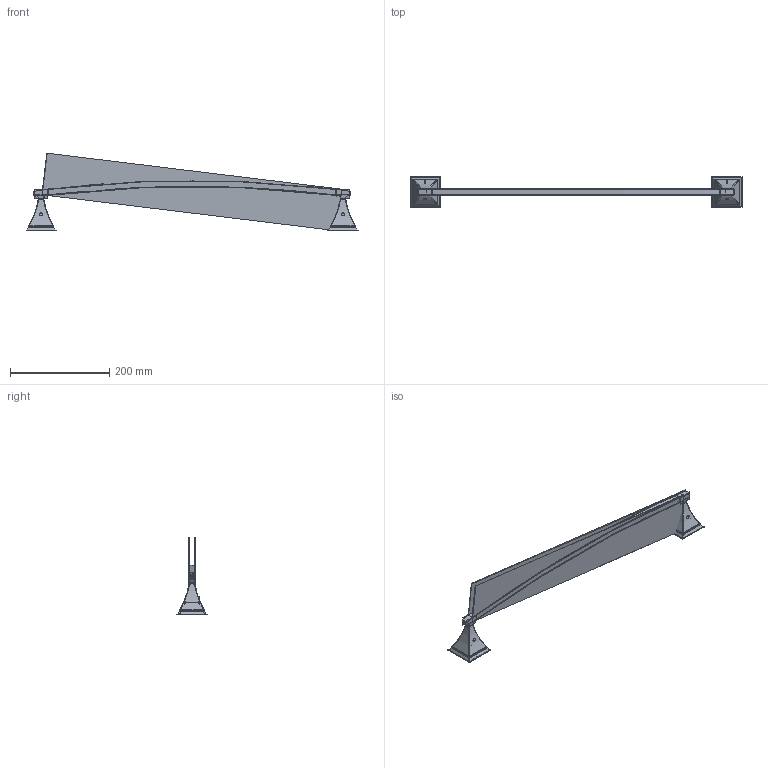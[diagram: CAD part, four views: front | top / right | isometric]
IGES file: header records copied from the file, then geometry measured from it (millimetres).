
Start section:  PTC IGES file: 41-02_asm.igs
Global section: file name: 41-02_asm.igs; native system: Creo Parametric by Parametric Technology Corporation; preprocessor: 2013150; author: rsmith; organization: Unknown; date: 20160720.090926; units: inch
Bounding box: 670.36 x 60.76 x 156.45 mm (x, y, z)
Surface area: 549156.1 mm2 (no closed solid volume)
Topology: 0 solids, 0 shells, 3068 faces, 42268 edges, 55182 vertices
Faces by surface type: revolution 1542, bspline 1478, extrusion 48
